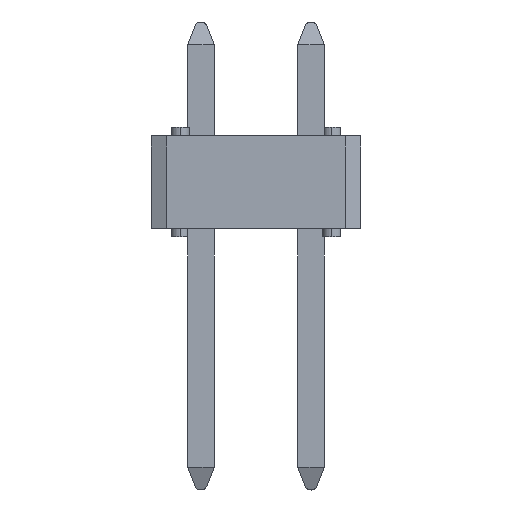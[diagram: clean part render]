
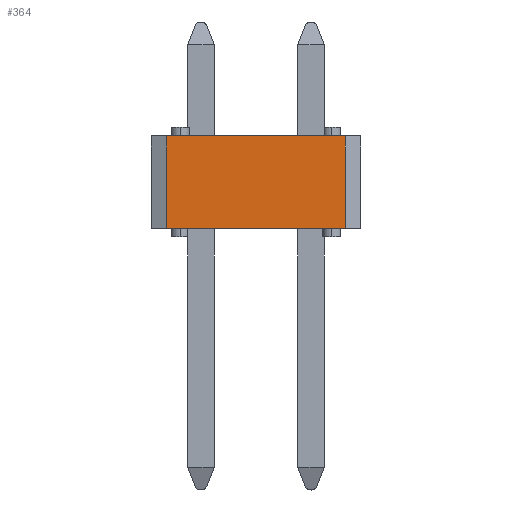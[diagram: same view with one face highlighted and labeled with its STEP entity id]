
A CAD part, left-side view. The second image highlights one B-rep face of the part: STEP entity #364.
In plain terms, the highlighted planar face has unit normal (-1, 0, 0).
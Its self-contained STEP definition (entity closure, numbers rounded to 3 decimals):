
#364=ADVANCED_FACE('11166',(#901),#902,.F.);
#901=FACE_OUTER_BOUND('',#1735,.T.);
#902=PLANE('',#1736);
#1735=EDGE_LOOP('',(#3233,#3234,#3235,#3236));
#1736=AXIS2_PLACEMENT_3D('',#3237,#3238,#3239);
#3233=ORIENTED_EDGE('',*,*,#5663,.T.);
#3234=ORIENTED_EDGE('',*,*,#5498,.T.);
#3235=ORIENTED_EDGE('',*,*,#5664,.F.);
#3236=ORIENTED_EDGE('',*,*,#5318,.F.);
#3237=CARTESIAN_POINT('',(-4.999,15.326,16.503));
#3238=DIRECTION('',(1.0,0.0,0.0));
#3239=DIRECTION('',(0.0,1.0,-0.0));
#5318=EDGE_CURVE('11178',#6252,#6159,#6254,.T.);
#5498=EDGE_CURVE('11182',#6500,#6592,#6594,.T.);
#5663=EDGE_CURVE('11191',#6252,#6500,#6863,.T.);
#5664=EDGE_CURVE('11190',#6159,#6592,#6864,.T.);
#6159=VERTEX_POINT('',#7607);
#6252=VERTEX_POINT('',#7746);
#6254=LINE('',#7749,#7750);
#6500=VERTEX_POINT('',#8104);
#6592=VERTEX_POINT('',#8242);
#6594=LINE('',#8245,#8246);
#6863=LINE('',#8655,#8656);
#6864=LINE('',#8657,#8658);
#7607=CARTESIAN_POINT('',(-4.999,19.984,14.373));
#7746=CARTESIAN_POINT('',(-4.999,15.868,14.373));
#7749=CARTESIAN_POINT('',(-4.999,15.868,14.373));
#7750=VECTOR('',#10422,4.116);
#8104=CARTESIAN_POINT('',(-4.999,15.868,16.503));
#8242=CARTESIAN_POINT('',(-4.999,19.984,16.503));
#8245=CARTESIAN_POINT('',(-4.999,15.868,16.503));
#8246=VECTOR('',#10650,4.116);
#8655=CARTESIAN_POINT('',(-4.999,15.868,14.373));
#8656=VECTOR('',#10863,2.13);
#8657=CARTESIAN_POINT('',(-4.999,19.984,14.373));
#8658=VECTOR('',#10864,2.13);
#10422=DIRECTION('',(0.0,1.0,0.0));
#10650=DIRECTION('',(0.0,1.0,0.0));
#10863=DIRECTION('',(0.0,0.0,1.0));
#10864=DIRECTION('',(0.0,0.0,1.0));
